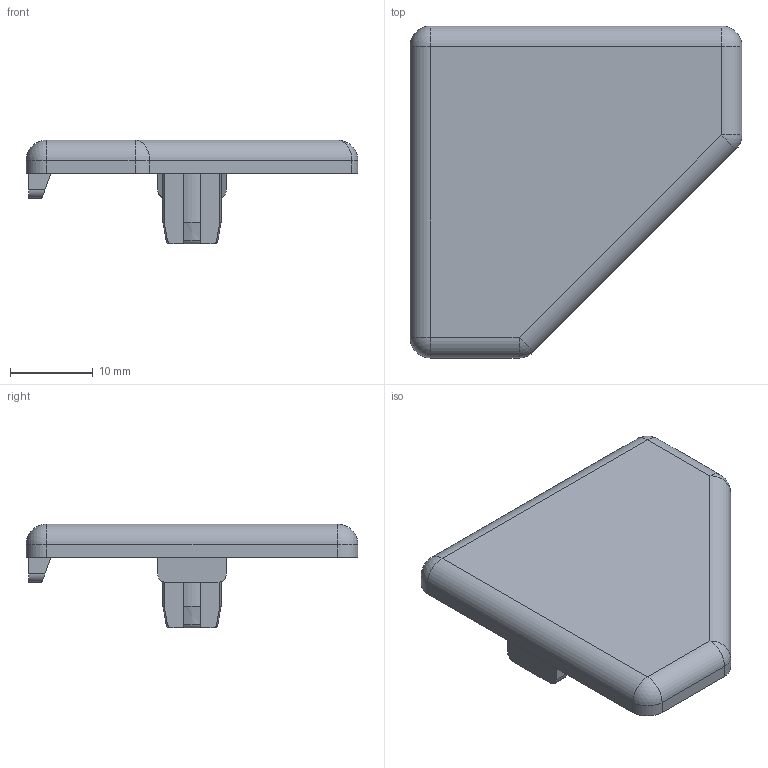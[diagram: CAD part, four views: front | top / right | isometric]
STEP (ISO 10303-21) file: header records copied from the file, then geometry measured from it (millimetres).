
FILE_DESCRIPTION(/* description */ (''),/* implementation_level */ '2;1');
FILE_NAME(/* name */ '224003.stp',/* time_stamp */ '2022-10-05T10:04:20+02:00',/* author */ ('aluteckkpl_am'),/* organization */ (''),/* preprocessor_version */ 'ST-DEVELOPER v18.1',/* originating_system */ 'Autodesk Inventor 2021',/* authorisation */ '');
FILE_SCHEMA (('CONFIG_CONTROL_DESIGN'));
Length unit declared in the file: millimetre
Products named in the file (2): 224003-ZP; 224003
Assembly tree (1 placements, depth 2):
  224003-ZP
    224003
Bounding box: 40 x 40 x 12.5 mm (x, y, z)
Volume: 4321.5 mm3; surface area: 3409 mm2
Topology: 1 solids, 1 shells, 63 faces, 158 edges, 99 vertices
Faces by surface type: plane 32, cylinder 18, sphere 5, torus 4, cone 4
Entity records: 1979 total; most frequent: CARTESIAN_POINT 411, DIRECTION 318, ORIENTED_EDGE 316, EDGE_CURVE 158, AXIS2_PLACEMENT_3D 110, VERTEX_POINT 99, LINE 98, VECTOR 98
